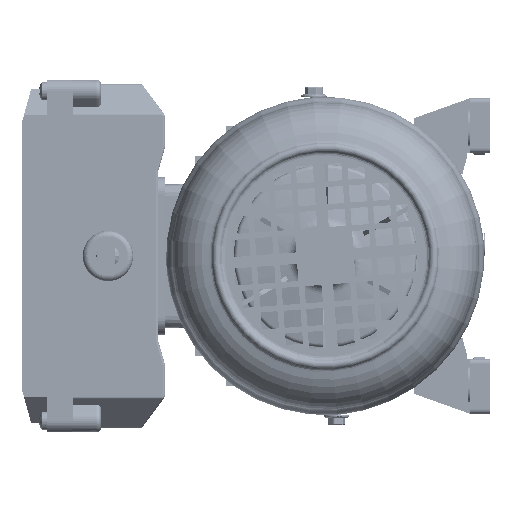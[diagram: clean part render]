
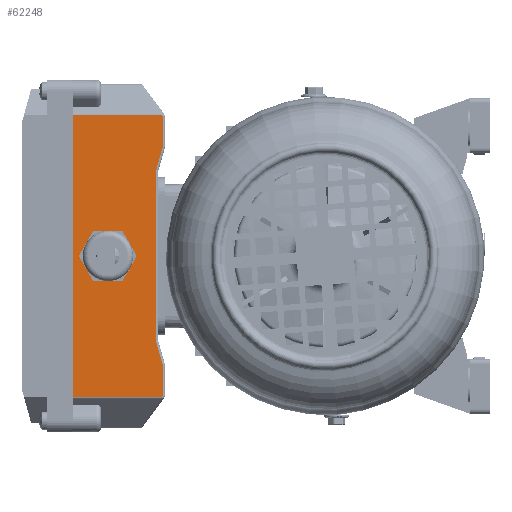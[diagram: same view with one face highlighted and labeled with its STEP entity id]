
A CAD part, left-side view. The second image highlights one B-rep face of the part: STEP entity #62248.
In plain terms, the highlighted face is planar.
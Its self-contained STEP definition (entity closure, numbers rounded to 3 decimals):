
#9740 = DIRECTION ( 'NONE',  ( -1., 0., 0. ) ) ;
#9741 = DIRECTION ( 'NONE',  ( 0., 0., -1. ) ) ;
#9742 = CARTESIAN_POINT ( 'NONE',  ( 0., 25., -60.5 ) ) ;
#9743 = AXIS2_PLACEMENT_3D ( 'NONE', #9742, #9741, #9740 ) ;
#9744 = CIRCLE ( 'NONE', #9743, 8. ) ;
#9771 = DIRECTION ( 'NONE',  ( 0., 1., 0. ) ) ;
#9772 = CARTESIAN_POINT ( 'NONE',  ( -61.586, 46., -60.5 ) ) ;
#9773 = LINE ( 'NONE', #9772, #9833 ) ;
#9774 = CARTESIAN_POINT ( 'NONE',  ( -61.586, 1.308, -60.5 ) ) ;
#9775 = DIRECTION ( 'NONE',  ( -0.804, 0.595, 0. ) ) ;
#9776 = VECTOR ( 'NONE', #9775, 1000. ) ;
#9777 = CARTESIAN_POINT ( 'NONE',  ( -3.162, -41.969, -60.5 ) ) ;
#9778 = LINE ( 'NONE', #9777, #9776 ) ;
#9779 = CARTESIAN_POINT ( 'NONE',  ( -61.17, 1., -60.5 ) ) ;
#9780 = DIRECTION ( 'NONE',  ( -1., 0., 0. ) ) ;
#9781 = VECTOR ( 'NONE', #9780, 1000. ) ;
#9782 = CARTESIAN_POINT ( 'NONE',  ( -61.5, 1., -60.5 ) ) ;
#9783 = LINE ( 'NONE', #9782, #9781 ) ;
#9784 = CARTESIAN_POINT ( 'NONE',  ( -47.64, 1., -60.5 ) ) ;
#9785 = DIRECTION ( 'NONE',  ( -0.962, -0.275, 0. ) ) ;
#9786 = VECTOR ( 'NONE', #9785, 1000. ) ;
#9787 = CARTESIAN_POINT ( 'NONE',  ( 65.612, 33.358, -60.5 ) ) ;
#9788 = LINE ( 'NONE', #9787, #9786 ) ;
#9789 = CARTESIAN_POINT ( 'NONE',  ( -37.14, 4., -60.5 ) ) ;
#9790 = DIRECTION ( 'NONE',  ( -1., 0., 0. ) ) ;
#9791 = VECTOR ( 'NONE', #9790, 1000. ) ;
#9792 = CARTESIAN_POINT ( 'NONE',  ( 62., 4., -60.5 ) ) ;
#9793 = LINE ( 'NONE', #9792, #9791 ) ;
#9806 = CARTESIAN_POINT ( 'NONE',  ( 37.14, 4., -60.5 ) ) ;
#9807 = DIRECTION ( 'NONE',  ( -0.962, 0.275, 0. ) ) ;
#9808 = VECTOR ( 'NONE', #9807, 1000. ) ;
#9809 = CARTESIAN_POINT ( 'NONE',  ( 49.029, 0.603, -60.5 ) ) ;
#9810 = LINE ( 'NONE', #9809, #9808 ) ;
#9811 = CARTESIAN_POINT ( 'NONE',  ( 47.64, 1., -60.5 ) ) ;
#9812 = DIRECTION ( 'NONE',  ( -1., 0., 0. ) ) ;
#9813 = VECTOR ( 'NONE', #9812, 1000. ) ;
#9814 = CARTESIAN_POINT ( 'NONE',  ( 47.5, 1., -60.5 ) ) ;
#9815 = LINE ( 'NONE', #9814, #9813 ) ;
#9816 = CARTESIAN_POINT ( 'NONE',  ( 61.17, 1., -60.5 ) ) ;
#9817 = DIRECTION ( 'NONE',  ( -0.804, -0.595, 0. ) ) ;
#9818 = VECTOR ( 'NONE', #9817, 1000. ) ;
#9819 = CARTESIAN_POINT ( 'NONE',  ( 83.229, 17.34, -60.5 ) ) ;
#9820 = LINE ( 'NONE', #9819, #9818 ) ;
#9821 = CARTESIAN_POINT ( 'NONE',  ( 61.586, 1.308, -60.5 ) ) ;
#9822 = DIRECTION ( 'NONE',  ( 0., -1., 0. ) ) ;
#9823 = VECTOR ( 'NONE', #9822, 1000. ) ;
#9824 = CARTESIAN_POINT ( 'NONE',  ( 61.586, 46., -60.5 ) ) ;
#9825 = DIRECTION ( 'NONE',  ( 1., 0., 0. ) ) ;
#9826 = DIRECTION ( 'NONE',  ( 0., 0., 1. ) ) ;
#9827 = AXIS2_PLACEMENT_3D ( 'NONE', #9829, #9826, #9825 ) ;
#9828 = LINE ( 'NONE', #9824, #9823 ) ;
#9829 = CARTESIAN_POINT ( 'NONE',  ( 62., 46., -60.5 ) ) ;
#9830 = PLANE ( 'NONE',  #9827 ) ;
#9831 = FACE_BOUND ( 'NONE', #62200, .T. ) ;
#9832 = FACE_OUTER_BOUND ( 'NONE', #62252, .T. ) ;
#9833 = VECTOR ( 'NONE', #9771, 1000. ) ;
#25693 = VERTEX_POINT ( 'NONE', #93243 ) ;
#25698 = EDGE_CURVE ( 'NONE', #25693, #25700, #93242, .T. ) ;
#25700 = VERTEX_POINT ( 'NONE', #93237 ) ;
#47025 = VERTEX_POINT ( 'NONE', #123804 ) ;
#47027 = EDGE_CURVE ( 'NONE', #47025, #47030, #123803, .T. ) ;
#47030 = VERTEX_POINT ( 'NONE', #123798 ) ;
#62197 = ORIENTED_EDGE ( 'NONE', *, *, #47027, .F. ) ;
#62200 = EDGE_LOOP ( 'NONE', ( #62203, #62205 ) ) ;
#62203 = ORIENTED_EDGE ( 'NONE', *, *, #62204, .F. ) ;
#62204 = EDGE_CURVE ( 'NONE', #25700, #25693, #9744, .T. ) ;
#62205 = ORIENTED_EDGE ( 'NONE', *, *, #25698, .F. ) ;
#62216 = ORIENTED_EDGE ( 'NONE', *, *, #62219, .T. ) ;
#62219 = EDGE_CURVE ( 'NONE', #62273, #62221, #9793, .T. ) ;
#62221 = VERTEX_POINT ( 'NONE', #9789 ) ;
#62224 = ORIENTED_EDGE ( 'NONE', *, *, #62226, .T. ) ;
#62226 = EDGE_CURVE ( 'NONE', #62221, #62229, #9788, .T. ) ;
#62229 = VERTEX_POINT ( 'NONE', #9784 ) ;
#62231 = ORIENTED_EDGE ( 'NONE', *, *, #62232, .T. ) ;
#62232 = EDGE_CURVE ( 'NONE', #62229, #62233, #9783, .T. ) ;
#62233 = VERTEX_POINT ( 'NONE', #9779 ) ;
#62235 = ORIENTED_EDGE ( 'NONE', *, *, #62238, .T. ) ;
#62238 = EDGE_CURVE ( 'NONE', #62233, #62240, #9778, .T. ) ;
#62240 = VERTEX_POINT ( 'NONE', #9774 ) ;
#62243 = ORIENTED_EDGE ( 'NONE', *, *, #62244, .T. ) ;
#62244 = EDGE_CURVE ( 'NONE', #62240, #47030, #9773, .T. ) ;
#62248 = ADVANCED_FACE ( 'NONE', ( #9832, #9831 ), #9830, .F. ) ;
#62252 = EDGE_LOOP ( 'NONE', ( #62253, #62259, #62265, #62269, #62216, #62224, #62231, #62235, #62243, #62197 ) ) ;
#62253 = ORIENTED_EDGE ( 'NONE', *, *, #62254, .T. ) ;
#62254 = EDGE_CURVE ( 'NONE', #47025, #62256, #9828, .T. ) ;
#62256 = VERTEX_POINT ( 'NONE', #9821 ) ;
#62259 = ORIENTED_EDGE ( 'NONE', *, *, #62260, .T. ) ;
#62260 = EDGE_CURVE ( 'NONE', #62256, #62262, #9820, .T. ) ;
#62262 = VERTEX_POINT ( 'NONE', #9816 ) ;
#62265 = ORIENTED_EDGE ( 'NONE', *, *, #62266, .T. ) ;
#62266 = EDGE_CURVE ( 'NONE', #62262, #62267, #9815, .T. ) ;
#62267 = VERTEX_POINT ( 'NONE', #9811 ) ;
#62269 = ORIENTED_EDGE ( 'NONE', *, *, #62271, .T. ) ;
#62271 = EDGE_CURVE ( 'NONE', #62267, #62273, #9810, .T. ) ;
#62273 = VERTEX_POINT ( 'NONE', #9806 ) ;
#93237 = CARTESIAN_POINT ( 'NONE',  ( -8., 25., -60.5 ) ) ;
#93238 = DIRECTION ( 'NONE',  ( -1., 0., 0. ) ) ;
#93239 = DIRECTION ( 'NONE',  ( 0., 0., -1. ) ) ;
#93240 = CARTESIAN_POINT ( 'NONE',  ( 0., 25., -60.5 ) ) ;
#93241 = AXIS2_PLACEMENT_3D ( 'NONE', #93240, #93239, #93238 ) ;
#93242 = CIRCLE ( 'NONE', #93241, 8. ) ;
#93243 = CARTESIAN_POINT ( 'NONE',  ( 8., 25., -60.5 ) ) ;
#123798 = CARTESIAN_POINT ( 'NONE',  ( -61.586, 40., -60.5 ) ) ;
#123800 = DIRECTION ( 'NONE',  ( -1., 0., 0. ) ) ;
#123801 = VECTOR ( 'NONE', #123800, 1000. ) ;
#123802 = CARTESIAN_POINT ( 'NONE',  ( -62., 40., -60.5 ) ) ;
#123803 = LINE ( 'NONE', #123802, #123801 ) ;
#123804 = CARTESIAN_POINT ( 'NONE',  ( 61.586, 40., -60.5 ) ) ;
